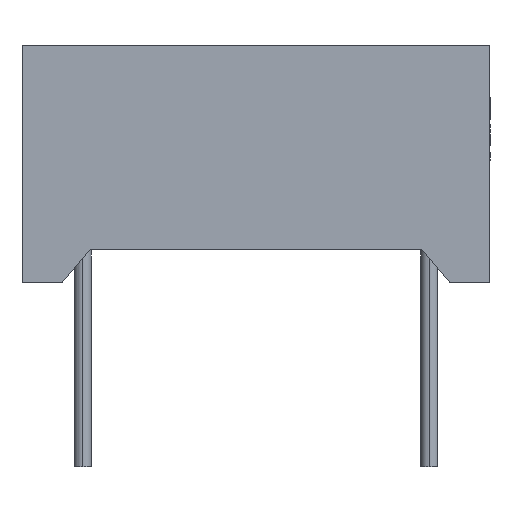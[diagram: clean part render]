
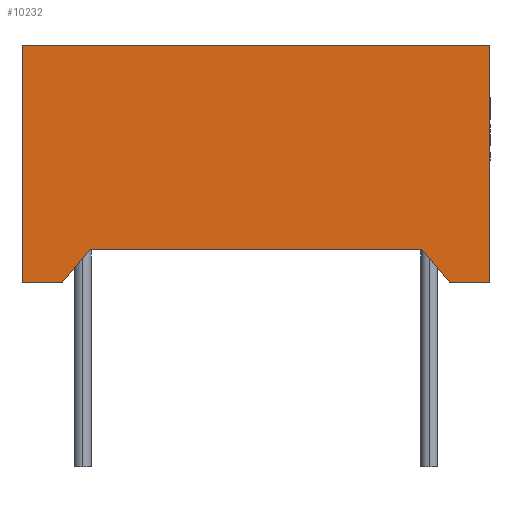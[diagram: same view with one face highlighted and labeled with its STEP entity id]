
A CAD part, left-side view. The second image highlights one B-rep face of the part: STEP entity #10232.
In plain terms, the highlighted planar face has unit normal (-1, 0, 0).
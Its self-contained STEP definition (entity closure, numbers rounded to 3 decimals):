
#233 = DIRECTION ( 'NONE',  ( 1., 0., 0. ) ) ;
#513 = CARTESIAN_POINT ( 'NONE',  ( -11.2, 7., 0. ) ) ;
#544 = CARTESIAN_POINT ( 'NONE',  ( -11.2, -7., 7.1 ) ) ;
#927 = EDGE_CURVE ( 'NONE', #10624, #7336, #4325, .T. ) ;
#990 = VECTOR ( 'NONE', #14270, 1000. ) ;
#1215 = EDGE_CURVE ( 'NONE', #10624, #5831, #6213, .T. ) ;
#1511 = EDGE_CURVE ( 'NONE', #1855, #4769, #3678, .T. ) ;
#1855 = VERTEX_POINT ( 'NONE', #10577 ) ;
#2563 = EDGE_CURVE ( 'NONE', #5831, #16312, #9373, .T. ) ;
#2736 = AXIS2_PLACEMENT_3D ( 'NONE', #9619, #233, #3034 ) ;
#2945 = VERTEX_POINT ( 'NONE', #544 ) ;
#2953 = VERTEX_POINT ( 'NONE', #9758 ) ;
#3034 = DIRECTION ( 'NONE',  ( 0., 1., 0. ) ) ;
#3229 = DIRECTION ( 'NONE',  ( 0., -1., 0. ) ) ;
#3611 = ORIENTED_EDGE ( 'NONE', *, *, #15461, .T. ) ;
#3678 = LINE ( 'NONE', #4794, #14925 ) ;
#3684 = DIRECTION ( 'NONE',  ( 0., 0.643, -0.766 ) ) ;
#3853 = ORIENTED_EDGE ( 'NONE', *, *, #1511, .T. ) ;
#4004 = FACE_OUTER_BOUND ( 'NONE', #4379, .T. ) ;
#4008 = VECTOR ( 'NONE', #5412, 1000. ) ;
#4189 = VECTOR ( 'NONE', #15053, 1000. ) ;
#4325 = LINE ( 'NONE', #6671, #8191 ) ;
#4379 = EDGE_LOOP ( 'NONE', ( #3611, #8935, #12875, #15802, #8929, #5687, #10070, #3853 ) ) ;
#4769 = VERTEX_POINT ( 'NONE', #513 ) ;
#4794 = CARTESIAN_POINT ( 'NONE',  ( -11.2, 7., 7.1 ) ) ;
#5099 = LINE ( 'NONE', #6319, #990 ) ;
#5102 = EDGE_CURVE ( 'NONE', #1855, #2945, #7323, .T. ) ;
#5412 = DIRECTION ( 'NONE',  ( 0., 1., 0. ) ) ;
#5418 = CARTESIAN_POINT ( 'NONE',  ( -11.2, -4.961, 1. ) ) ;
#5687 = ORIENTED_EDGE ( 'NONE', *, *, #9744, .F. ) ;
#5831 = VERTEX_POINT ( 'NONE', #5418 ) ;
#6073 = VECTOR ( 'NONE', #3684, 1000. ) ;
#6213 = LINE ( 'NONE', #8858, #15167 ) ;
#6319 = CARTESIAN_POINT ( 'NONE',  ( -11.2, -7., 7.1 ) ) ;
#6364 = CARTESIAN_POINT ( 'NONE',  ( -11.2, 5.8, 0. ) ) ;
#6671 = CARTESIAN_POINT ( 'NONE',  ( -11.2, 7., 0. ) ) ;
#6940 = LINE ( 'NONE', #8334, #4189 ) ;
#7271 = CARTESIAN_POINT ( 'NONE',  ( -11.2, 4.961, 1. ) ) ;
#7323 = LINE ( 'NONE', #8448, #14308 ) ;
#7336 = VERTEX_POINT ( 'NONE', #7968 ) ;
#7505 = DIRECTION ( 'NONE',  ( 0., 0., -1. ) ) ;
#7968 = CARTESIAN_POINT ( 'NONE',  ( -11.2, -7., 0. ) ) ;
#8191 = VECTOR ( 'NONE', #13653, 1000. ) ;
#8334 = CARTESIAN_POINT ( 'NONE',  ( -11.2, 7., 0. ) ) ;
#8448 = CARTESIAN_POINT ( 'NONE',  ( -11.2, 7., 7.1 ) ) ;
#8858 = CARTESIAN_POINT ( 'NONE',  ( -11.2, -4.961, 1. ) ) ;
#8929 = ORIENTED_EDGE ( 'NONE', *, *, #927, .T. ) ;
#8935 = ORIENTED_EDGE ( 'NONE', *, *, #11079, .F. ) ;
#8951 = DIRECTION ( 'NONE',  ( 0., 0.643, 0.766 ) ) ;
#9373 = LINE ( 'NONE', #15962, #4008 ) ;
#9447 = PLANE ( 'NONE',  #2736 ) ;
#9619 = CARTESIAN_POINT ( 'NONE',  ( -11.2, 7., 7.1 ) ) ;
#9744 = EDGE_CURVE ( 'NONE', #2945, #7336, #5099, .T. ) ;
#9758 = CARTESIAN_POINT ( 'NONE',  ( -11.2, 5.8, 0. ) ) ;
#10070 = ORIENTED_EDGE ( 'NONE', *, *, #5102, .F. ) ;
#10232 = ADVANCED_FACE ( 'NONE', ( #4004 ), #9447, .F. ) ;
#10577 = CARTESIAN_POINT ( 'NONE',  ( -11.2, 7., 7.1 ) ) ;
#10624 = VERTEX_POINT ( 'NONE', #13994 ) ;
#11079 = EDGE_CURVE ( 'NONE', #16312, #2953, #12744, .T. ) ;
#12744 = LINE ( 'NONE', #6364, #6073 ) ;
#12875 = ORIENTED_EDGE ( 'NONE', *, *, #2563, .F. ) ;
#13653 = DIRECTION ( 'NONE',  ( 0., -1., 0. ) ) ;
#13994 = CARTESIAN_POINT ( 'NONE',  ( -11.2, -5.8, 0. ) ) ;
#14270 = DIRECTION ( 'NONE',  ( 0., 0., -1. ) ) ;
#14308 = VECTOR ( 'NONE', #3229, 1000. ) ;
#14925 = VECTOR ( 'NONE', #7505, 1000. ) ;
#15053 = DIRECTION ( 'NONE',  ( 0., -1., 0. ) ) ;
#15167 = VECTOR ( 'NONE', #8951, 1000. ) ;
#15461 = EDGE_CURVE ( 'NONE', #4769, #2953, #6940, .T. ) ;
#15802 = ORIENTED_EDGE ( 'NONE', *, *, #1215, .F. ) ;
#15962 = CARTESIAN_POINT ( 'NONE',  ( -11.2, 4.961, 1. ) ) ;
#16312 = VERTEX_POINT ( 'NONE', #7271 ) ;
